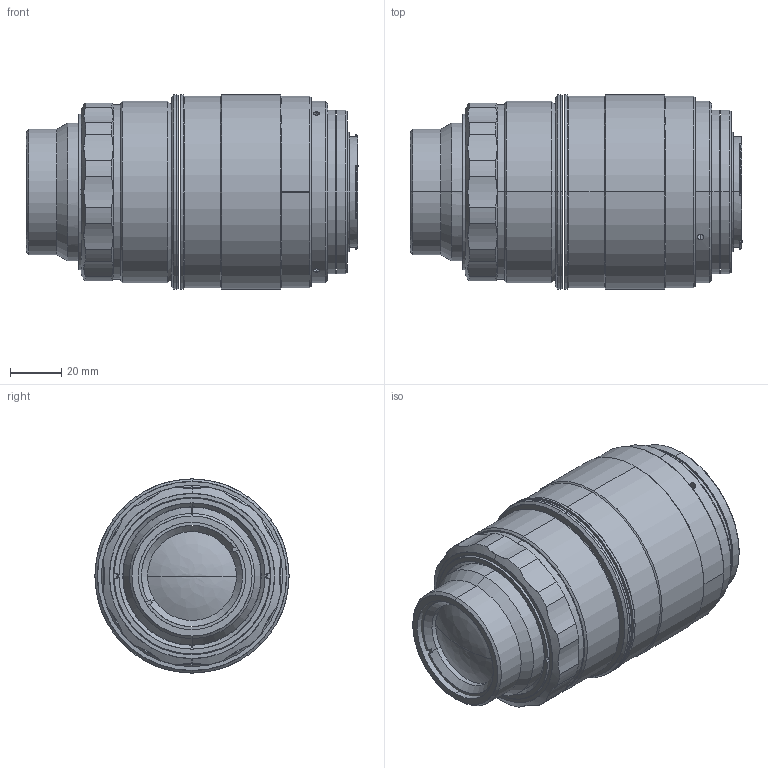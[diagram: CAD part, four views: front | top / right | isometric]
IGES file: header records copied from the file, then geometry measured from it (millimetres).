
Start section: SolidWorks IGES file using analytic representation for surfaces
Global section: file name: DP22541-B_MC12K067X-F.igs; native system: SolidWorks 2021; preprocessor: SolidWorks 2021; author: lrizzotto; date: 211223.144529; units: millimetre
Bounding box: 129.97 x 76 x 76 mm (x, y, z)
Surface area: 58048.8 mm2 (no closed solid volume)
Topology: 0 solids, 0 shells, 162 faces, 3565 edges, 3564 vertices
Faces by surface type: revolution 127, bspline 35
